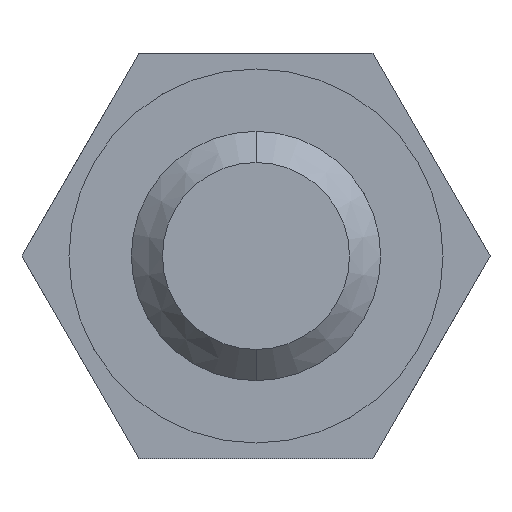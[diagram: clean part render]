
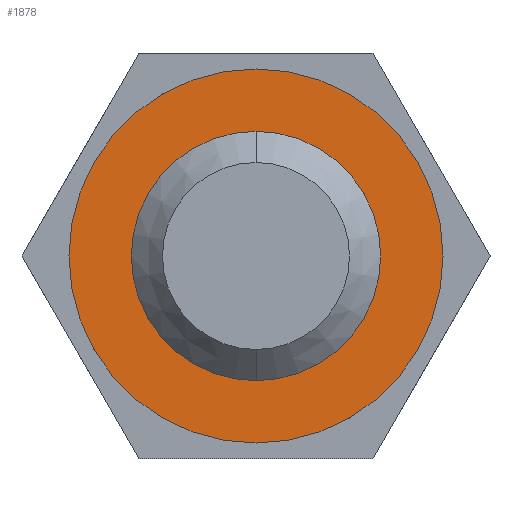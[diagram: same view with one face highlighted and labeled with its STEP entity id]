
A CAD part, front view. The second image highlights one B-rep face of the part: STEP entity #1878.
In plain terms, the highlighted planar face has unit normal (0, -1, 0).
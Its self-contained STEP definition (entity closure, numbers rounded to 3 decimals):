
#89 = CIRCLE ( 'NONE', #2445, 6. ) ;
#184 = CARTESIAN_POINT ( 'NONE',  ( 0., -0.2, 0. ) ) ;
#233 = DIRECTION ( 'NONE',  ( 0., 0., -1. ) ) ;
#435 = PLANE ( 'NONE',  #3052 ) ;
#535 = DIRECTION ( 'NONE',  ( 0., 0., -1. ) ) ;
#840 = EDGE_CURVE ( 'NONE', #3178, #3348, #1838, .T. ) ;
#905 = VERTEX_POINT ( 'NONE', #4030 ) ;
#1054 = DIRECTION ( 'NONE',  ( 0., -1., 0. ) ) ;
#1432 = FACE_OUTER_BOUND ( 'NONE', #2490, .T. ) ;
#1488 = CARTESIAN_POINT ( 'NONE',  ( 0., -0.2, 0. ) ) ;
#1735 = DIRECTION ( 'NONE',  ( 0., -1., 0. ) ) ;
#1762 = CARTESIAN_POINT ( 'NONE',  ( 0., -0.2, 0. ) ) ;
#1781 = DIRECTION ( 'NONE',  ( 0., 0., -1. ) ) ;
#1838 = CIRCLE ( 'NONE', #3676, 4. ) ;
#1878 = ADVANCED_FACE ( 'NONE', ( #2443, #1432 ), #435, .T. ) ;
#1916 = AXIS2_PLACEMENT_3D ( 'NONE', #4406, #2421, #233 ) ;
#2006 = CARTESIAN_POINT ( 'NONE',  ( 0., -0.2, -4. ) ) ;
#2104 = CARTESIAN_POINT ( 'NONE',  ( 0., -0.2, 6. ) ) ;
#2134 = EDGE_LOOP ( 'NONE', ( #2596, #3252 ) ) ;
#2284 = DIRECTION ( 'NONE',  ( 0., 0., -1. ) ) ;
#2333 = EDGE_CURVE ( 'NONE', #905, #3962, #89, .T. ) ;
#2421 = DIRECTION ( 'NONE',  ( 0., -1., 0. ) ) ;
#2435 = EDGE_CURVE ( 'NONE', #3962, #905, #4495, .T. ) ;
#2443 = FACE_BOUND ( 'NONE', #2134, .T. ) ;
#2445 = AXIS2_PLACEMENT_3D ( 'NONE', #184, #2729, #535 ) ;
#2460 = DIRECTION ( 'NONE',  ( 0., -1., 0. ) ) ;
#2490 = EDGE_LOOP ( 'NONE', ( #3815, #4453 ) ) ;
#2596 = ORIENTED_EDGE ( 'NONE', *, *, #840, .F. ) ;
#2729 = DIRECTION ( 'NONE',  ( 0., -1., 0. ) ) ;
#3052 = AXIS2_PLACEMENT_3D ( 'NONE', #1488, #2460, #2284 ) ;
#3178 = VERTEX_POINT ( 'NONE', #4039 ) ;
#3239 = CARTESIAN_POINT ( 'NONE',  ( 0., -0.2, 0. ) ) ;
#3252 = ORIENTED_EDGE ( 'NONE', *, *, #4017, .F. ) ;
#3348 = VERTEX_POINT ( 'NONE', #2006 ) ;
#3569 = DIRECTION ( 'NONE',  ( 0., 0., -1. ) ) ;
#3585 = AXIS2_PLACEMENT_3D ( 'NONE', #3239, #1054, #3569 ) ;
#3676 = AXIS2_PLACEMENT_3D ( 'NONE', #1762, #1735, #1781 ) ;
#3815 = ORIENTED_EDGE ( 'NONE', *, *, #2435, .T. ) ;
#3962 = VERTEX_POINT ( 'NONE', #2104 ) ;
#4017 = EDGE_CURVE ( 'NONE', #3348, #3178, #4296, .T. ) ;
#4030 = CARTESIAN_POINT ( 'NONE',  ( 0., -0.2, -6. ) ) ;
#4039 = CARTESIAN_POINT ( 'NONE',  ( 0., -0.2, 4. ) ) ;
#4296 = CIRCLE ( 'NONE', #3585, 4. ) ;
#4406 = CARTESIAN_POINT ( 'NONE',  ( 0., -0.2, 0. ) ) ;
#4453 = ORIENTED_EDGE ( 'NONE', *, *, #2333, .T. ) ;
#4495 = CIRCLE ( 'NONE', #1916, 6. ) ;
